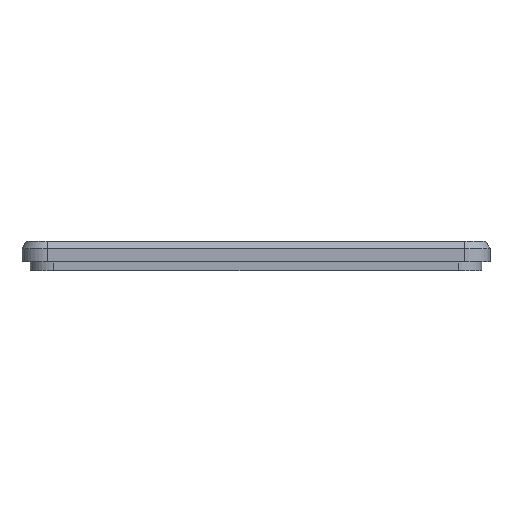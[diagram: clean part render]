
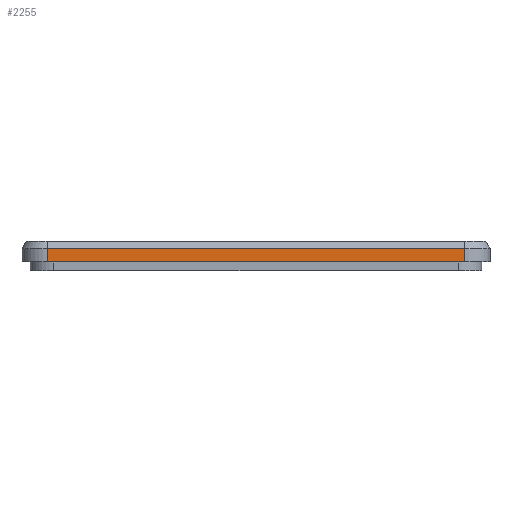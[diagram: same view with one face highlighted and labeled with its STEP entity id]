
A CAD part, left-side view. The second image highlights one B-rep face of the part: STEP entity #2255.
In plain terms, the highlighted planar face has unit normal (-1, 0, 0).
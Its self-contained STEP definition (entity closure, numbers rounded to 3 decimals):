
#203=FACE_OUTER_BOUND('',#346,.T.);
#346=EDGE_LOOP('',(#1612,#1613,#1614,#1615));
#513=LINE('',#3345,#749);
#560=LINE('',#3490,#796);
#561=LINE('',#3491,#797);
#562=LINE('',#3492,#798);
#749=VECTOR('',#2648,10.);
#796=VECTOR('',#2749,10.);
#797=VECTOR('',#2750,10.);
#798=VECTOR('',#2751,10.);
#991=VERTEX_POINT('',#3343);
#992=VERTEX_POINT('',#3344);
#1062=VERTEX_POINT('',#3488);
#1063=VERTEX_POINT('',#3489);
#1207=EDGE_CURVE('',#991,#992,#513,.F.);
#1279=EDGE_CURVE('',#1062,#1063,#560,.T.);
#1280=EDGE_CURVE('',#991,#1062,#561,.T.);
#1281=EDGE_CURVE('',#1063,#992,#562,.T.);
#1612=ORIENTED_EDGE('',*,*,#1279,.F.);
#1613=ORIENTED_EDGE('',*,*,#1280,.F.);
#1614=ORIENTED_EDGE('',*,*,#1207,.T.);
#1615=ORIENTED_EDGE('',*,*,#1281,.F.);
#2176=PLANE('',#2419);
#2255=ADVANCED_FACE('',(#203),#2176,.T.);
#2419=AXIS2_PLACEMENT_3D('',#3487,#2747,#2748);
#2648=DIRECTION('',(0.,1.,0.));
#2747=DIRECTION('center_axis',(-1.,0.,0.));
#2748=DIRECTION('ref_axis',(0.,-1.,0.));
#2749=DIRECTION('',(0.,-1.,0.));
#2750=DIRECTION('',(0.,0.,1.));
#2751=DIRECTION('',(0.,0.,-1.));
#3343=CARTESIAN_POINT('',(-110.,57.528,4.6));
#3344=CARTESIAN_POINT('',(-110.,-57.2,4.6));
#3345=CARTESIAN_POINT('',(-110.,59.2,4.6));
#3487=CARTESIAN_POINT('Origin',(-110.,56.2,3.8));
#3488=CARTESIAN_POINT('',(-110.,57.528,8.3));
#3489=CARTESIAN_POINT('',(-110.,-57.2,8.3));
#3490=CARTESIAN_POINT('',(-110.,28.1,8.3));
#3491=CARTESIAN_POINT('',(-110.,57.528,3.8));
#3492=CARTESIAN_POINT('',(-110.,-57.2,3.8));
